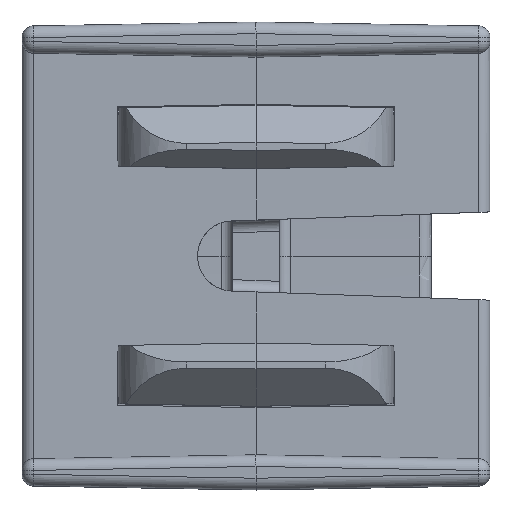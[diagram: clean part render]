
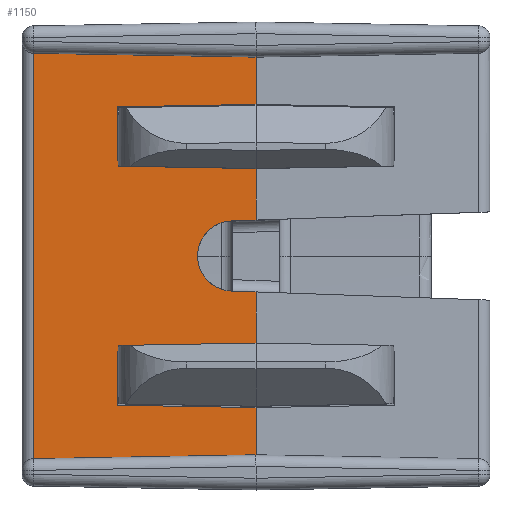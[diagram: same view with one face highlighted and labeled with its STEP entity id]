
A CAD part, top view. The second image highlights one B-rep face of the part: STEP entity #1150.
In plain terms, the highlighted planar face has unit normal (-0.018, 0, 1).
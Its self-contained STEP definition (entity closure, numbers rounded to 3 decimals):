
#31 = VECTOR ( 'NONE', #8948, 1000. ) ;
#81 = CARTESIAN_POINT ( 'NONE',  ( -5.9, 6.377, 0.647 ) ) ;
#260 = CARTESIAN_POINT ( 'NONE',  ( 0., -8.5, 0.75 ) ) ;
#359 =( BOUNDED_CURVE ( )  B_SPLINE_CURVE ( 3, ( #10275, #3994, #13456, #7183 ),
 .UNSPECIFIED., .F., .F. ) 
 B_SPLINE_CURVE_WITH_KNOTS ( ( 4, 4 ),
 ( 1.606, 4.677 ),
 .UNSPECIFIED. ) 
 CURVE ( )  GEOMETRIC_REPRESENTATION_ITEM ( )  RATIONAL_B_SPLINE_CURVE ( ( 1., 0.357, 0.357, 1. ) ) 
 REPRESENTATION_ITEM ( '' )  );
#476 = LINE ( 'NONE', #1836, #11322 ) ;
#509 = EDGE_CURVE ( 'NONE', #7877, #1220, #11295, .T. ) ;
#614 = DIRECTION ( 'NONE',  ( 0.999, -0.035, 0.017 ) ) ;
#762 = LINE ( 'NONE', #1726, #3571 ) ;
#910 = VECTOR ( 'NONE', #1143, 1000. ) ;
#921 = LINE ( 'NONE', #1203, #8961 ) ;
#1143 = DIRECTION ( 'NONE',  ( 1., 0.017, 0.017 ) ) ;
#1150 = ADVANCED_FACE ( 'NONE', ( #12413 ), #10596, .T. ) ;
#1203 = CARTESIAN_POINT ( 'NONE',  ( 0.297, 8.495, 0.755 ) ) ;
#1220 = VERTEX_POINT ( 'NONE', #6532 ) ;
#1261 = VERTEX_POINT ( 'NONE', #8710 ) ;
#1364 = LINE ( 'NONE', #9104, #11887 ) ;
#1414 = ORIENTED_EDGE ( 'NONE', *, *, #13650, .F. ) ;
#1618 = CARTESIAN_POINT ( 'NONE',  ( -1.052, -1.499, 0.732 ) ) ;
#1637 = CARTESIAN_POINT ( 'NONE',  ( 0.035, -6.481, 0.751 ) ) ;
#1705 = CARTESIAN_POINT ( 'NONE',  ( -9.509, -8.675, 0.584 ) ) ;
#1726 = CARTESIAN_POINT ( 'NONE',  ( 0., -8.5, 0.75 ) ) ;
#1743 = CARTESIAN_POINT ( 'NONE',  ( -5.9, -8.5, 0.647 ) ) ;
#1836 = CARTESIAN_POINT ( 'NONE',  ( 0., -8.5, 0.75 ) ) ;
#1966 = ORIENTED_EDGE ( 'NONE', *, *, #1976, .F. ) ;
#1976 = EDGE_CURVE ( 'NONE', #8515, #6743, #1364, .T. ) ;
#2124 = EDGE_LOOP ( 'NONE', ( #8148, #11179, #4868, #1966, #3454, #11648, #2374, #7615, #2513, #12107, #8704, #9020, #11602, #12772, #7742, #1414 ) ) ;
#2129 = VERTEX_POINT ( 'NONE', #7441 ) ;
#2138 = EDGE_CURVE ( 'NONE', #6298, #11967, #10223, .T. ) ;
#2175 = DIRECTION ( 'NONE',  ( 0., -1., 0. ) ) ;
#2209 = CARTESIAN_POINT ( 'NONE',  ( 0., -3.98, 0.75 ) ) ;
#2230 = LINE ( 'NONE', #10242, #8124 ) ;
#2374 = ORIENTED_EDGE ( 'NONE', *, *, #7839, .T. ) ;
#2382 = LINE ( 'NONE', #1637, #5202 ) ;
#2436 = CARTESIAN_POINT ( 'NONE',  ( 0., -1.536, 0.75 ) ) ;
#2513 = ORIENTED_EDGE ( 'NONE', *, *, #9346, .F. ) ;
#2586 = VECTOR ( 'NONE', #11323, 1000. ) ;
#2612 = CARTESIAN_POINT ( 'NONE',  ( -0.35, 1.524, 0.744 ) ) ;
#2655 = CARTESIAN_POINT ( 'NONE',  ( -5.9, 4.083, 0.647 ) ) ;
#2735 = DIRECTION ( 'NONE',  ( 0., -1., 0. ) ) ;
#2874 = DIRECTION ( 'NONE',  ( 1., 0.017, 0.017 ) ) ;
#2886 = DIRECTION ( 'NONE',  ( 0., -1., 0. ) ) ;
#2919 = CARTESIAN_POINT ( 'NONE',  ( -5.909, 4.083, 0.647 ) ) ;
#3201 = VERTEX_POINT ( 'NONE', #5714 ) ;
#3261 = EDGE_CURVE ( 'NONE', #6743, #2129, #8740, .T. ) ;
#3328 = EDGE_CURVE ( 'NONE', #8238, #7436, #10876, .T. ) ;
#3412 = EDGE_CURVE ( 'NONE', #9562, #11004, #13350, .T. ) ;
#3444 = DIRECTION ( 'NONE',  ( 1., 0.017, 0.017 ) ) ;
#3454 = ORIENTED_EDGE ( 'NONE', *, *, #8213, .T. ) ;
#3471 = CARTESIAN_POINT ( 'NONE',  ( 0., 3.98, 0.75 ) ) ;
#3571 = VECTOR ( 'NONE', #9051, 1000. ) ;
#3994 = CARTESIAN_POINT ( 'NONE',  ( -3.853, 1.401, 0.683 ) ) ;
#4270 = LINE ( 'NONE', #260, #9493 ) ;
#4352 = AXIS2_PLACEMENT_3D ( 'NONE', #6396, #11660, #5389 ) ;
#4403 = EDGE_CURVE ( 'NONE', #2129, #9562, #359, .T. ) ;
#4659 = VECTOR ( 'NONE', #2175, 1000. ) ;
#4868 = ORIENTED_EDGE ( 'NONE', *, *, #3261, .F. ) ;
#5202 = VECTOR ( 'NONE', #5870, 1000. ) ;
#5356 = EDGE_CURVE ( 'NONE', #12109, #6090, #2230, .T. ) ;
#5389 = DIRECTION ( 'NONE',  ( 1., 0., 0.017 ) ) ;
#5434 = CARTESIAN_POINT ( 'NONE',  ( -9.509, -8.666, 0.584 ) ) ;
#5551 = EDGE_CURVE ( 'NONE', #3201, #1220, #2382, .T. ) ;
#5714 = CARTESIAN_POINT ( 'NONE',  ( 0., -6.48, 0.75 ) ) ;
#5870 = DIRECTION ( 'NONE',  ( -1., 0.017, -0.017 ) ) ;
#6006 = DIRECTION ( 'NONE',  ( 0., -1., 0. ) ) ;
#6090 = VERTEX_POINT ( 'NONE', #2655 ) ;
#6298 = VERTEX_POINT ( 'NONE', #6309 ) ;
#6309 = CARTESIAN_POINT ( 'NONE',  ( 0., 8.5, 0.75 ) ) ;
#6377 = CARTESIAN_POINT ( 'NONE',  ( 0., -8.5, 0.75 ) ) ;
#6396 = CARTESIAN_POINT ( 'NONE',  ( 0., -8.5, 0.75 ) ) ;
#6532 = CARTESIAN_POINT ( 'NONE',  ( -5.9, -6.377, 0.647 ) ) ;
#6743 = VERTEX_POINT ( 'NONE', #10465 ) ;
#6809 = VERTEX_POINT ( 'NONE', #2209 ) ;
#6978 = VECTOR ( 'NONE', #614, 1000. ) ;
#7183 = CARTESIAN_POINT ( 'NONE',  ( -1.052, -1.499, 0.732 ) ) ;
#7436 = VERTEX_POINT ( 'NONE', #5434 ) ;
#7441 = CARTESIAN_POINT ( 'NONE',  ( -1.052, 1.499, 0.732 ) ) ;
#7458 = CARTESIAN_POINT ( 'NONE',  ( -0.079, -3.981, 0.749 ) ) ;
#7615 = ORIENTED_EDGE ( 'NONE', *, *, #2138, .F. ) ;
#7742 = ORIENTED_EDGE ( 'NONE', *, *, #9846, .T. ) ;
#7839 = EDGE_CURVE ( 'NONE', #12109, #11967, #12136, .T. ) ;
#7877 = VERTEX_POINT ( 'NONE', #9782 ) ;
#7958 = CARTESIAN_POINT ( 'NONE',  ( 0.243, -1.544, 0.754 ) ) ;
#8058 = CARTESIAN_POINT ( 'NONE',  ( 0., 6.48, 0.75 ) ) ;
#8124 = VECTOR ( 'NONE', #2886, 1000. ) ;
#8148 = ORIENTED_EDGE ( 'NONE', *, *, #3412, .F. ) ;
#8213 = EDGE_CURVE ( 'NONE', #8515, #6090, #10962, .T. ) ;
#8238 = VERTEX_POINT ( 'NONE', #9255 ) ;
#8515 = VERTEX_POINT ( 'NONE', #3471 ) ;
#8615 = EDGE_CURVE ( 'NONE', #3201, #1261, #762, .T. ) ;
#8704 = ORIENTED_EDGE ( 'NONE', *, *, #11976, .T. ) ;
#8710 = CARTESIAN_POINT ( 'NONE',  ( 0., -8.5, 0.75 ) ) ;
#8740 = LINE ( 'NONE', #2612, #31 ) ;
#8948 = DIRECTION ( 'NONE',  ( -0.999, -0.035, -0.017 ) ) ;
#8961 = VECTOR ( 'NONE', #11727, 1000. ) ;
#9020 = ORIENTED_EDGE ( 'NONE', *, *, #8615, .F. ) ;
#9051 = DIRECTION ( 'NONE',  ( 0., -1., 0. ) ) ;
#9104 = CARTESIAN_POINT ( 'NONE',  ( 0., -8.5, 0.75 ) ) ;
#9255 = CARTESIAN_POINT ( 'NONE',  ( -9.509, 8.666, 0.584 ) ) ;
#9346 = EDGE_CURVE ( 'NONE', #8238, #6298, #921, .T. ) ;
#9493 = VECTOR ( 'NONE', #9722, 1000. ) ;
#9562 = VERTEX_POINT ( 'NONE', #1618 ) ;
#9688 = CARTESIAN_POINT ( 'NONE',  ( -0.009, 6.48, 0.75 ) ) ;
#9722 = DIRECTION ( 'NONE',  ( 0., -1., 0. ) ) ;
#9782 = CARTESIAN_POINT ( 'NONE',  ( -5.9, -4.083, 0.647 ) ) ;
#9846 = EDGE_CURVE ( 'NONE', #7877, #6809, #11755, .T. ) ;
#10223 = LINE ( 'NONE', #6377, #4659 ) ;
#10242 = CARTESIAN_POINT ( 'NONE',  ( -5.9, -8.5, 0.647 ) ) ;
#10275 = CARTESIAN_POINT ( 'NONE',  ( -1.052, 1.499, 0.732 ) ) ;
#10465 = CARTESIAN_POINT ( 'NONE',  ( 0., 1.536, 0.75 ) ) ;
#10542 = VECTOR ( 'NONE', #2735, 1000. ) ;
#10596 = PLANE ( 'NONE',  #4352 ) ;
#10876 = LINE ( 'NONE', #1705, #10542 ) ;
#10962 = LINE ( 'NONE', #2919, #2586 ) ;
#11004 = VERTEX_POINT ( 'NONE', #2436 ) ;
#11179 = ORIENTED_EDGE ( 'NONE', *, *, #4403, .F. ) ;
#11295 = LINE ( 'NONE', #1743, #13289 ) ;
#11322 = VECTOR ( 'NONE', #2874, 1000. ) ;
#11323 = DIRECTION ( 'NONE',  ( -1., 0.017, -0.017 ) ) ;
#11602 = ORIENTED_EDGE ( 'NONE', *, *, #5551, .T. ) ;
#11648 = ORIENTED_EDGE ( 'NONE', *, *, #5356, .F. ) ;
#11660 = DIRECTION ( 'NONE',  ( -0.017, 0., 1. ) ) ;
#11727 = DIRECTION ( 'NONE',  ( 1., -0.017, 0.017 ) ) ;
#11755 = LINE ( 'NONE', #7458, #910 ) ;
#11809 = VECTOR ( 'NONE', #3444, 1000. ) ;
#11887 = VECTOR ( 'NONE', #6006, 1000. ) ;
#11967 = VERTEX_POINT ( 'NONE', #8058 ) ;
#11976 = EDGE_CURVE ( 'NONE', #7436, #1261, #476, .T. ) ;
#12107 = ORIENTED_EDGE ( 'NONE', *, *, #3328, .T. ) ;
#12109 = VERTEX_POINT ( 'NONE', #81 ) ;
#12136 = LINE ( 'NONE', #9688, #11809 ) ;
#12413 = FACE_OUTER_BOUND ( 'NONE', #2124, .T. ) ;
#12772 = ORIENTED_EDGE ( 'NONE', *, *, #509, .F. ) ;
#13289 = VECTOR ( 'NONE', #13309, 1000. ) ;
#13309 = DIRECTION ( 'NONE',  ( 0., -1., 0. ) ) ;
#13350 = LINE ( 'NONE', #7958, #6978 ) ;
#13456 = CARTESIAN_POINT ( 'NONE',  ( -3.853, -1.401, 0.683 ) ) ;
#13650 = EDGE_CURVE ( 'NONE', #11004, #6809, #4270, .T. ) ;
